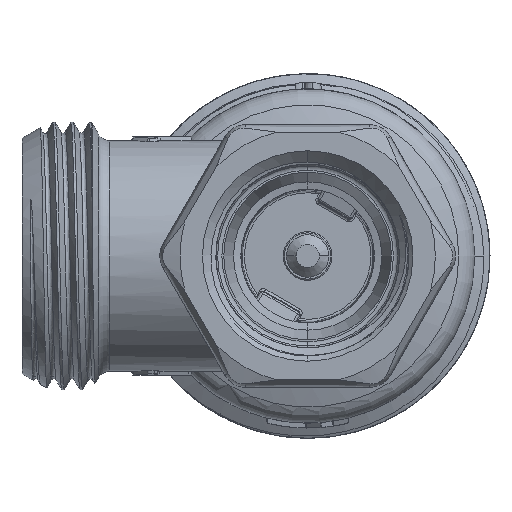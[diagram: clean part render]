
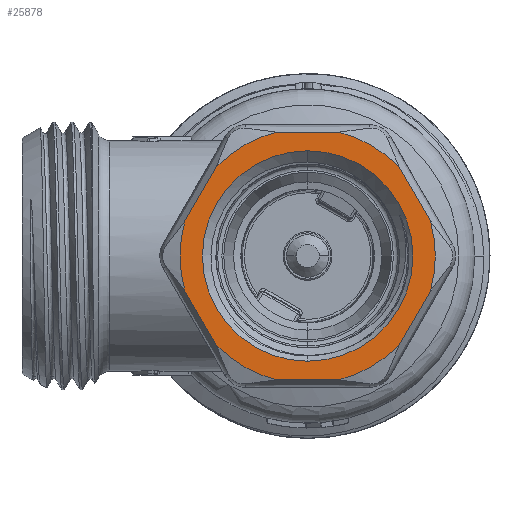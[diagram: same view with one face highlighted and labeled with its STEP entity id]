
A CAD part, front view. The second image highlights one B-rep face of the part: STEP entity #25878.
In plain terms, the highlighted planar face has unit normal (0, -1, 0).
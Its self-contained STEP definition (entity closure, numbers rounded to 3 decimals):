
#8025=CARTESIAN_POINT('',(0.,-20.9,0.));
#8026=DIRECTION('',(0.,-1.,0.));
#8027=DIRECTION('',(-0.962,0.,0.275));
#8028=AXIS2_PLACEMENT_3D('',#8025,#8026,#8027);
#8030=CARTESIAN_POINT('',(-7.545,-20.9,
7.302));
#8031=CARTESIAN_POINT('',(-7.834,-20.9,
6.808));
#8032=CARTESIAN_POINT('',(-8.407,-20.9,
5.822));
#8033=CARTESIAN_POINT('',(-9.246,-20.9,
4.37));
#8034=CARTESIAN_POINT('',(-9.813,-20.9,
3.38));
#8035=CARTESIAN_POINT('',(-10.096,-20.9,
2.883));
#8037=CARTESIAN_POINT('',(0.,-20.9,0.));
#8038=DIRECTION('',(0.,-1.,0.));
#8039=DIRECTION('',(-0.243,0.,0.97));
#8040=AXIS2_PLACEMENT_3D('',#8037,#8038,#8039);
#8042=CARTESIAN_POINT('',(0.,-20.9,0.));
#8043=DIRECTION('',(0.,-1.,0.));
#8044=DIRECTION('',(0.719,0.,0.695));
#8045=AXIS2_PLACEMENT_3D('',#8042,#8043,#8044);
#8047=CARTESIAN_POINT('',(10.096,-20.9,2.883));
#8048=CARTESIAN_POINT('',(9.813,-20.9,3.38));
#8049=CARTESIAN_POINT('',(9.246,-20.9,4.37));
#8050=CARTESIAN_POINT('',(8.407,-20.9,5.822));
#8051=CARTESIAN_POINT('',(7.834,-20.9,6.808));
#8052=CARTESIAN_POINT('',(7.545,-20.9,7.302));
#8054=CARTESIAN_POINT('',(0.,-20.9,0.));
#8055=DIRECTION('',(0.,-1.,0.));
#8056=DIRECTION('',(0.962,0.,-0.275));
#8057=AXIS2_PLACEMENT_3D('',#8054,#8055,#8056);
#8059=CARTESIAN_POINT('',(7.545,-20.9,-7.302));
#8060=CARTESIAN_POINT('',(7.834,-20.9,-6.808));
#8061=CARTESIAN_POINT('',(8.407,-20.9,
-5.822));
#8062=CARTESIAN_POINT('',(9.246,-20.9,
-4.37));
#8063=CARTESIAN_POINT('',(9.813,-20.9,
-3.38));
#8064=CARTESIAN_POINT('',(10.096,-20.9,
-2.883));
#8066=CARTESIAN_POINT('',(0.,-20.9,0.));
#8067=DIRECTION('',(0.,-1.,0.));
#8068=DIRECTION('',(0.243,0.,-0.97));
#8069=AXIS2_PLACEMENT_3D('',#8066,#8067,#8068);
#8071=CARTESIAN_POINT('',(0.,-20.9,0.));
#8072=DIRECTION('',(0.,-1.,0.));
#8073=DIRECTION('',(-0.719,0.,-0.695));
#8074=AXIS2_PLACEMENT_3D('',#8071,#8072,#8073);
#8076=CARTESIAN_POINT('',(-10.096,-20.9,
-2.883));
#8077=CARTESIAN_POINT('',(-9.813,-20.9,
-3.38));
#8078=CARTESIAN_POINT('',(-9.246,-20.9,
-4.37));
#8079=CARTESIAN_POINT('',(-8.407,-20.9,
-5.822));
#8080=CARTESIAN_POINT('',(-7.834,-20.9,
-6.808));
#8081=CARTESIAN_POINT('',(-7.545,-20.9,
-7.302));
#8083=CARTESIAN_POINT('',(0.,-20.9,0.));
#8084=DIRECTION('',(0.,1.,0.));
#8085=DIRECTION('',(0.,0.,1.));
#8086=AXIS2_PLACEMENT_3D('',#8083,#8084,#8085);
#8088=CARTESIAN_POINT('',(0.,-20.9,0.));
#8089=DIRECTION('',(0.,1.,0.));
#8090=DIRECTION('',(0.,0.,-1.));
#8091=AXIS2_PLACEMENT_3D('',#8088,#8089,#8090);
#8105=CARTESIAN_POINT('',(-10.096,-20.9,
-2.883));
#8160=CARTESIAN_POINT('',(2.551,-20.9,
-10.185));
#8161=CARTESIAN_POINT('',(1.979,-20.9,
-10.188));
#8162=CARTESIAN_POINT('',(0.839,-20.9,
-10.192));
#8163=CARTESIAN_POINT('',(-0.839,-20.9,
-10.192));
#8164=CARTESIAN_POINT('',(-1.979,-20.9,
-10.188));
#8165=CARTESIAN_POINT('',(-2.551,-20.9,
-10.185));
#8252=CARTESIAN_POINT('',(-2.551,-20.9,
10.185));
#8253=CARTESIAN_POINT('',(-1.979,-20.9,
10.188));
#8254=CARTESIAN_POINT('',(-0.839,-20.9,
10.192));
#8255=CARTESIAN_POINT('',(0.839,-20.9,
10.192));
#8256=CARTESIAN_POINT('',(1.979,-20.9,10.188));
#8257=CARTESIAN_POINT('',(2.551,-20.9,10.185));
#10928=CARTESIAN_POINT('',(7.545,-20.9,
7.302));
#10961=CARTESIAN_POINT('',(7.545,-20.9,-7.302));
#10975=CARTESIAN_POINT('',(-2.551,-20.9,
-10.185));
#14862=VERTEX_POINT('',#8105);
#14863=CARTESIAN_POINT('',(-10.096,-20.9,
2.883));
#14864=VERTEX_POINT('',#14863);
#14873=VERTEX_POINT('',#10975);
#14874=CARTESIAN_POINT('',(-7.545,-20.9,
-7.302));
#14875=VERTEX_POINT('',#14874);
#15069=CARTESIAN_POINT('',(-2.551,-20.9,10.185));
#15070=CARTESIAN_POINT('',(-7.545,-20.9,
7.302));
#15071=VERTEX_POINT('',#15069);
#15072=VERTEX_POINT('',#15070);
#15165=VERTEX_POINT('',#10961);
#15166=CARTESIAN_POINT('',(2.551,-20.9,
-10.185));
#15167=VERTEX_POINT('',#15166);
#15206=VERTEX_POINT('',#10928);
#15207=VERTEX_POINT('',#8047);
#15371=CARTESIAN_POINT('',(10.096,-20.9,
-2.883));
#15372=VERTEX_POINT('',#15371);
#15392=VERTEX_POINT('',#8257);
#15993=CARTESIAN_POINT('',(0.,-20.9,-8.658));
#15994=CARTESIAN_POINT('',(0.,-20.9,8.657));
#15995=VERTEX_POINT('',#15993);
#15996=VERTEX_POINT('',#15994);
#25843=CARTESIAN_POINT('',(10.5,-20.9,0.));
#25844=DIRECTION('',(0.,-1.,0.));
#25845=DIRECTION('',(0.,0.,1.));
#25846=AXIS2_PLACEMENT_3D('',#25843,#25844,#25845);
#25847=PLANE('',#25846);
#25849=ORIENTED_EDGE('',*,*,#25848,.F.);
#25851=ORIENTED_EDGE('',*,*,#25850,.F.);
#25853=ORIENTED_EDGE('',*,*,#25852,.F.);
#25855=ORIENTED_EDGE('',*,*,#25854,.T.);
#25857=ORIENTED_EDGE('',*,*,#25856,.F.);
#25859=ORIENTED_EDGE('',*,*,#25858,.F.);
#25861=ORIENTED_EDGE('',*,*,#25860,.F.);
#25863=ORIENTED_EDGE('',*,*,#25862,.F.);
#25865=ORIENTED_EDGE('',*,*,#25864,.F.);
#25867=ORIENTED_EDGE('',*,*,#25866,.T.);
#25869=ORIENTED_EDGE('',*,*,#25868,.F.);
#25871=ORIENTED_EDGE('',*,*,#25870,.F.);
#25872=EDGE_LOOP('',(#25849,#25851,#25853,#25855,#25857,#25859,#25861,#25863,
#25865,#25867,#25869,#25871));
#25873=FACE_OUTER_BOUND('',#25872,.F.);
#25874=ORIENTED_EDGE('',*,*,#25717,.F.);
#25875=ORIENTED_EDGE('',*,*,#25837,.F.);
#25876=EDGE_LOOP('',(#25874,#25875));
#25877=FACE_BOUND('',#25876,.F.);
#25878=ADVANCED_FACE('',(#25873,#25877),#25847,.T.);
#8029=CIRCLE('',#8028,10.5);
#8036=B_SPLINE_CURVE_WITH_KNOTS('',3,(#8030,#8031,#8032,#8033,#8034,#8035),
.UNSPECIFIED.,.F.,.F.,(4,1,1,4),(0.,0.333,0.667,1.),
.UNSPECIFIED.);
#8041=CIRCLE('',#8040,10.5);
#8046=CIRCLE('',#8045,10.5);
#8053=B_SPLINE_CURVE_WITH_KNOTS('',3,(#8047,#8048,#8049,#8050,#8051,#8052),
.UNSPECIFIED.,.F.,.F.,(4,1,1,4),(0.,0.333,0.667,1.),
.UNSPECIFIED.);
#8058=CIRCLE('',#8057,10.5);
#8065=B_SPLINE_CURVE_WITH_KNOTS('',3,(#8059,#8060,#8061,#8062,#8063,#8064),
.UNSPECIFIED.,.F.,.F.,(4,1,1,4),(0.,0.333,0.667,1.),
.UNSPECIFIED.);
#8070=CIRCLE('',#8069,10.5);
#8075=CIRCLE('',#8074,10.5);
#8082=B_SPLINE_CURVE_WITH_KNOTS('',3,(#8076,#8077,#8078,#8079,#8080,#8081),
.UNSPECIFIED.,.F.,.F.,(4,1,1,4),(0.,0.333,0.667,1.),
.UNSPECIFIED.);
#8087=CIRCLE('',#8086,8.658);
#8092=CIRCLE('',#8091,8.658);
#8166=B_SPLINE_CURVE_WITH_KNOTS('',3,(#8160,#8161,#8162,#8163,#8164,#8165),
.UNSPECIFIED.,.F.,.F.,(4,1,1,4),(0.,0.333,0.667,1.),
.UNSPECIFIED.);
#8258=B_SPLINE_CURVE_WITH_KNOTS('',3,(#8252,#8253,#8254,#8255,#8256,#8257),
.UNSPECIFIED.,.F.,.F.,(4,1,1,4),(0.,0.333,0.667,1.),
.UNSPECIFIED.);
#25717=EDGE_CURVE('',#15996,#15995,#8087,.T.);
#25837=EDGE_CURVE('',#15995,#15996,#8092,.T.);
#25848=EDGE_CURVE('',#14864,#14862,#8029,.T.);
#25850=EDGE_CURVE('',#15072,#14864,#8036,.T.);
#25852=EDGE_CURVE('',#15071,#15072,#8041,.T.);
#25854=EDGE_CURVE('',#15071,#15392,#8258,.T.);
#25856=EDGE_CURVE('',#15206,#15392,#8046,.T.);
#25858=EDGE_CURVE('',#15207,#15206,#8053,.T.);
#25860=EDGE_CURVE('',#15372,#15207,#8058,.T.);
#25862=EDGE_CURVE('',#15165,#15372,#8065,.T.);
#25864=EDGE_CURVE('',#15167,#15165,#8070,.T.);
#25866=EDGE_CURVE('',#15167,#14873,#8166,.T.);
#25868=EDGE_CURVE('',#14875,#14873,#8075,.T.);
#25870=EDGE_CURVE('',#14862,#14875,#8082,.T.);
